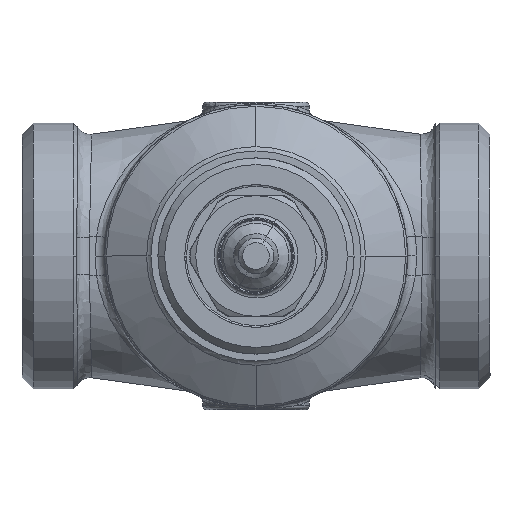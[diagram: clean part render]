
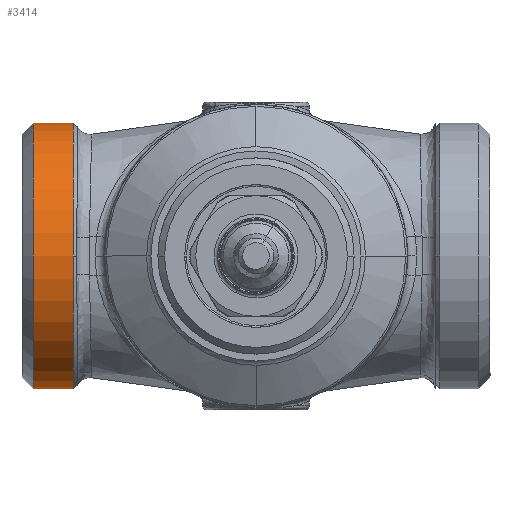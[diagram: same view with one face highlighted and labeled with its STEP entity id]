
A CAD part, front view. The second image highlights one B-rep face of the part: STEP entity #3414.
In plain terms, the highlighted cylindrical face has radius 29.805 mm (diameter 59.61 mm), a partial arc.
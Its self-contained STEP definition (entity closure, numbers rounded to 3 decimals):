
#3325=CARTESIAN_POINT('Vertex',(-50.,0.,-29.805)) ;
#3328=CARTESIAN_POINT('Axis2P3D Location',(-50.,0.,0.)) ;
#3332=CARTESIAN_POINT('Vertex',(-50.,0.,29.805)) ;
#3376=CARTESIAN_POINT('Axis2P3D Location',(-52.5,0.,0.)) ;
#3381=CARTESIAN_POINT('Line Origine',(-52.5,0.,-29.805)) ;
#3385=CARTESIAN_POINT('Vertex',(-41.043,0.,-29.805)) ;
#3388=CARTESIAN_POINT('Axis2P3D Location',(-41.043,0.,0.)) ;
#3392=CARTESIAN_POINT('Vertex',(-41.043,-29.805,0.)) ;
#3395=CARTESIAN_POINT('Axis2P3D Location',(-41.043,0.,0.)) ;
#3399=CARTESIAN_POINT('Vertex',(-41.043,0.,29.805)) ;
#3402=CARTESIAN_POINT('Line Origine',(-52.5,0.,29.805)) ;
#3329=DIRECTION('Axis2P3D Direction',(-1.,0.,0.)) ;
#3377=DIRECTION('Axis2P3D Direction',(-1.,0.,0.)) ;
#3378=DIRECTION('Axis2P3D XDirection',(0.,0.,-1.)) ;
#3382=DIRECTION('Vector Direction',(-1.,0.,0.)) ;
#3389=DIRECTION('Axis2P3D Direction',(-1.,0.,0.)) ;
#3396=DIRECTION('Axis2P3D Direction',(-1.,0.,0.)) ;
#3403=DIRECTION('Vector Direction',(-1.,0.,0.)) ;
#3330=AXIS2_PLACEMENT_3D('Circle Axis2P3D',#3328,#3329,$) ;
#3379=AXIS2_PLACEMENT_3D('Cylinder Axis2P3D',#3376,#3377,#3378) ;
#3390=AXIS2_PLACEMENT_3D('Circle Axis2P3D',#3388,#3389,$) ;
#3397=AXIS2_PLACEMENT_3D('Circle Axis2P3D',#3395,#3396,$) ;
#3408=ORIENTED_EDGE('',*,*,#3387,.T.) ;
#3409=ORIENTED_EDGE('',*,*,#3394,.T.) ;
#3410=ORIENTED_EDGE('',*,*,#3401,.T.) ;
#3411=ORIENTED_EDGE('',*,*,#3406,.F.) ;
#3412=ORIENTED_EDGE('',*,*,#3334,.F.) ;
#3383=VECTOR('Line Direction',#3382,1.) ;
#3404=VECTOR('Line Direction',#3403,1.) ;
#3414=ADVANCED_FACE('MANIFOLD_SOLID_BREP #11390',(#3413),#3380,.T.) ;
#3331=CIRCLE('generated circle',#3330,29.805) ;
#3391=CIRCLE('generated circle',#3390,29.805) ;
#3398=CIRCLE('generated circle',#3397,29.805) ;
#3380=CYLINDRICAL_SURFACE('generated cylinder',#3379,29.805) ;
#3334=EDGE_CURVE('',#3326,#3333,#3331,.T.) ;
#3387=EDGE_CURVE('',#3326,#3386,#3384,.F.) ;
#3394=EDGE_CURVE('',#3386,#3393,#3391,.T.) ;
#3401=EDGE_CURVE('',#3393,#3400,#3398,.T.) ;
#3406=EDGE_CURVE('',#3333,#3400,#3405,.F.) ;
#3407=EDGE_LOOP('',(#3408,#3409,#3410,#3411,#3412)) ;
#3413=FACE_OUTER_BOUND('',#3407,.T.) ;
#3384=LINE('Line',#3381,#3383) ;
#3405=LINE('Line',#3402,#3404) ;
#3326=VERTEX_POINT('',#3325) ;
#3333=VERTEX_POINT('',#3332) ;
#3386=VERTEX_POINT('',#3385) ;
#3393=VERTEX_POINT('',#3392) ;
#3400=VERTEX_POINT('',#3399) ;
